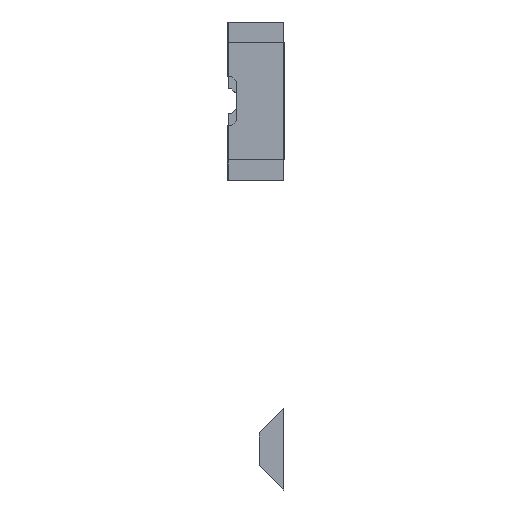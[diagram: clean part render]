
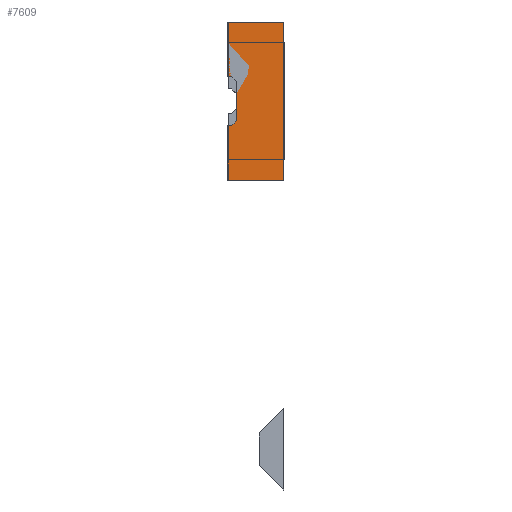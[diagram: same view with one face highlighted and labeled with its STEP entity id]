
A CAD part, left-side view. The second image highlights one B-rep face of the part: STEP entity #7609.
In plain terms, the highlighted planar face has unit normal (-1, 0, 0).
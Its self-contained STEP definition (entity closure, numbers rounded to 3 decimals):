
#419=FACE_OUTER_BOUND('',#833,.T.);
#833=EDGE_LOOP('',(#5033,#5034,#5035,#5036,#5037,#5038,#5039,#5040,#5041,
#5042,#5043));
#1282=LINE('',#11019,#2208);
#1288=LINE('',#11032,#2214);
#1291=LINE('',#11036,#2217);
#1310=LINE('',#11075,#2236);
#1311=LINE('',#11077,#2237);
#1312=LINE('',#11079,#2238);
#1313=LINE('',#11081,#2239);
#1314=LINE('',#11083,#2240);
#1315=LINE('',#11085,#2241);
#1316=LINE('',#11087,#2242);
#1317=LINE('',#11088,#2243);
#2208=VECTOR('',#8817,10.);
#2214=VECTOR('',#8825,10.);
#2217=VECTOR('',#8830,10.);
#2236=VECTOR('',#8863,10.);
#2237=VECTOR('',#8864,10.);
#2238=VECTOR('',#8865,10.);
#2239=VECTOR('',#8866,10.);
#2240=VECTOR('',#8867,10.);
#2241=VECTOR('',#8868,10.);
#2242=VECTOR('',#8869,10.);
#2243=VECTOR('',#8870,10.);
#3134=VERTEX_POINT('',#11017);
#3135=VERTEX_POINT('',#11018);
#3140=VERTEX_POINT('',#11029);
#3141=VERTEX_POINT('',#11031);
#3154=VERTEX_POINT('',#11074);
#3155=VERTEX_POINT('',#11076);
#3156=VERTEX_POINT('',#11078);
#3157=VERTEX_POINT('',#11080);
#3158=VERTEX_POINT('',#11082);
#3159=VERTEX_POINT('',#11084);
#3160=VERTEX_POINT('',#11086);
#3870=EDGE_CURVE('',#3134,#3135,#1282,.T.);
#3876=EDGE_CURVE('',#3141,#3140,#1288,.F.);
#3879=EDGE_CURVE('',#3141,#3134,#1291,.F.);
#3898=EDGE_CURVE('',#3154,#3140,#1310,.T.);
#3899=EDGE_CURVE('',#3155,#3154,#1311,.T.);
#3900=EDGE_CURVE('',#3155,#3156,#1312,.T.);
#3901=EDGE_CURVE('',#3156,#3157,#1313,.T.);
#3902=EDGE_CURVE('',#3157,#3158,#1314,.T.);
#3903=EDGE_CURVE('',#3158,#3159,#1315,.T.);
#3904=EDGE_CURVE('',#3159,#3160,#1316,.T.);
#3905=EDGE_CURVE('',#3135,#3160,#1317,.T.);
#5033=ORIENTED_EDGE('',*,*,#3879,.F.);
#5034=ORIENTED_EDGE('',*,*,#3876,.T.);
#5035=ORIENTED_EDGE('',*,*,#3898,.F.);
#5036=ORIENTED_EDGE('',*,*,#3899,.F.);
#5037=ORIENTED_EDGE('',*,*,#3900,.T.);
#5038=ORIENTED_EDGE('',*,*,#3901,.T.);
#5039=ORIENTED_EDGE('',*,*,#3902,.T.);
#5040=ORIENTED_EDGE('',*,*,#3903,.T.);
#5041=ORIENTED_EDGE('',*,*,#3904,.T.);
#5042=ORIENTED_EDGE('',*,*,#3905,.F.);
#5043=ORIENTED_EDGE('',*,*,#3870,.F.);
#7242=PLANE('',#8182);
#7609=ADVANCED_FACE('',(#419),#7242,.F.);
#8182=AXIS2_PLACEMENT_3D('',#11073,#8861,#8862);
#8817=DIRECTION('',(0.,1.,0.));
#8825=DIRECTION('',(0.,-1.,0.));
#8830=DIRECTION('',(0.,0.,1.));
#8861=DIRECTION('center_axis',(1.,0.,0.));
#8862=DIRECTION('ref_axis',(0.,1.,0.));
#8863=DIRECTION('',(0.,0.,1.));
#8864=DIRECTION('',(0.,0.,1.));
#8865=DIRECTION('',(0.,-1.,0.));
#8866=DIRECTION('',(0.,-0.707,-0.707));
#8867=DIRECTION('',(0.,0.,-1.));
#8868=DIRECTION('',(0.,0.707,-0.707));
#8869=DIRECTION('',(0.,1.,0.));
#8870=DIRECTION('',(0.,0.,1.));
#11017=CARTESIAN_POINT('',(-37.738,345.204,238.3));
#11018=CARTESIAN_POINT('',(-37.738,352.004,238.3));
#11019=CARTESIAN_POINT('',(-37.738,348.504,238.3));
#11029=CARTESIAN_POINT('',(-37.738,352.004,257.7));
#11031=CARTESIAN_POINT('',(-37.738,345.204,257.7));
#11032=CARTESIAN_POINT('',(-37.738,348.504,257.7));
#11036=CARTESIAN_POINT('',(-37.738,345.204,246.8));
#11073=CARTESIAN_POINT('Origin',(-37.738,348.504,246.8));
#11074=CARTESIAN_POINT('',(-37.738,352.004,255.1));
#11075=CARTESIAN_POINT('',(-37.738,352.004,246.8));
#11076=CARTESIAN_POINT('',(-37.738,352.004,251.));
#11077=CARTESIAN_POINT('',(-37.738,352.004,246.8));
#11078=CARTESIAN_POINT('',(-37.738,351.604,251.));
#11079=CARTESIAN_POINT('',(-37.738,349.754,251.));
#11080=CARTESIAN_POINT('',(-37.738,351.004,250.4));
#11081=CARTESIAN_POINT('',(-37.738,349.654,249.05));
#11082=CARTESIAN_POINT('',(-37.738,351.004,245.6));
#11083=CARTESIAN_POINT('',(-37.738,351.004,245.95));
#11084=CARTESIAN_POINT('',(-37.738,351.604,245.));
#11085=CARTESIAN_POINT('',(-37.738,350.254,246.35));
#11086=CARTESIAN_POINT('',(-37.738,352.004,245.));
#11087=CARTESIAN_POINT('',(-37.738,350.254,245.));
#11088=CARTESIAN_POINT('',(-37.738,352.004,246.8));
